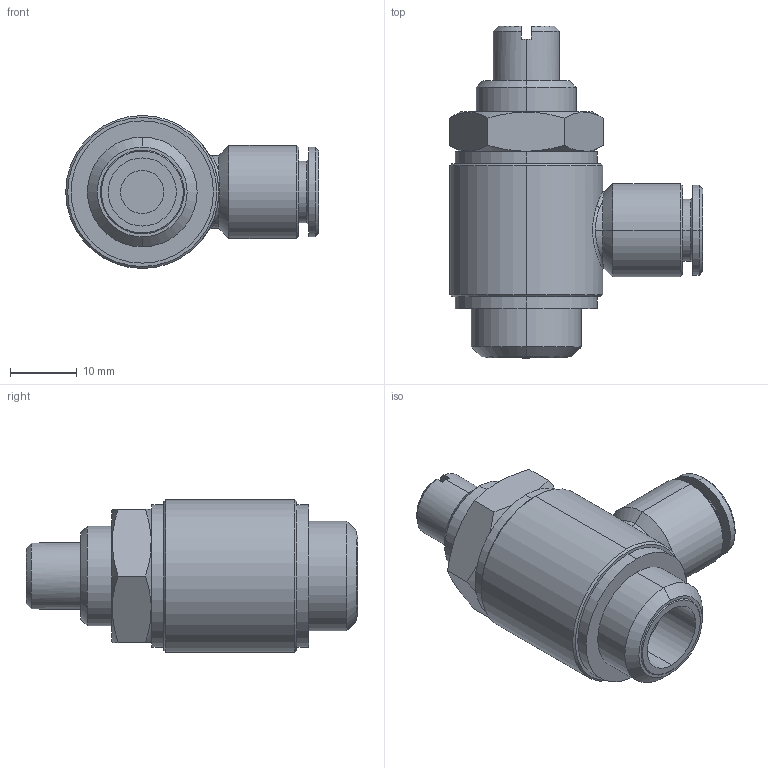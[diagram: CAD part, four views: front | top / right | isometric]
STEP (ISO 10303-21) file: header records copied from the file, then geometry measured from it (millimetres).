
FILE_DESCRIPTION (( 'STEP AP203' ), '1' );
FILE_NAME ('04290C43.STEP', '2010-05-11T14:16:38', ( '' ), ( 'sopra-pneumatic' ), 'SwSTEP 2.0', 'SolidWorks 2009', '' );
FILE_SCHEMA (( 'CONFIG_CONTROL_DESIGN' ));
Length unit declared in the file: millimetre
Products named in the file (1): 04290C43
Bounding box: 38.05 x 49.89 x 23 mm (x, y, z)
Volume: 15019.9 mm3; surface area: 5400.6 mm2
Topology: 1 solids, 1 shells, 80 faces, 176 edges, 111 vertices
Faces by surface type: cylinder 27, cone 26, plane 25, bspline 2
Entity records: 3436 total; most frequent: CARTESIAN_POINT 1579, DIRECTION 389, ORIENTED_EDGE 352, EDGE_CURVE 176, AXIS2_PLACEMENT_3D 163, VERTEX_POINT 111, EDGE_LOOP 93, CIRCLE 84
